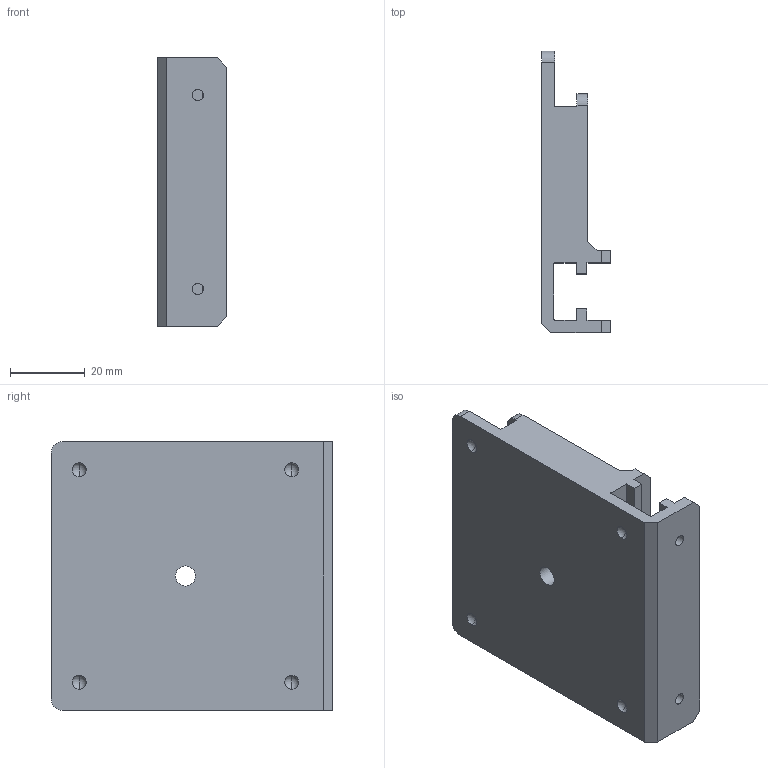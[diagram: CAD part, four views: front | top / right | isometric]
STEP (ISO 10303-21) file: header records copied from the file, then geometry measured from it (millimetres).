
FILE_DESCRIPTION(('FreeCAD Model'),'2;1');
FILE_NAME('z-inner-hinge-x2.step', '2021-08-28T17:30:08',('Author'),(''), 'Open CASCADE STEP processor 7.3','FreeCAD','Unknown');
FILE_SCHEMA(('AUTOMOTIVE_DESIGN { 1 0 10303 214 1 1 1 1 }'));
Length unit declared in the file: millimetre
Products named in the file (1): NEW.inner.hinge
Bounding box: 18.5 x 75.5 x 72 mm (x, y, z)
Volume: 51886.3 mm3; surface area: 18329.5 mm2
Topology: 1 solids, 1 shells, 56 faces, 158 edges, 109 vertices
Faces by surface type: plane 39, cylinder 9, sphere 8
Full cylindrical faces by diameter (mm): 3 x2, 5.4 x1
Entity records: 4721 total; most frequent: CARTESIAN_POINT 1147, DIRECTION 589, LINE 363, VECTOR 363, ORIENTED_EDGE 316, PCURVE 316, DEFINITIONAL_REPRESENTATION 316, EDGE_CURVE 158
